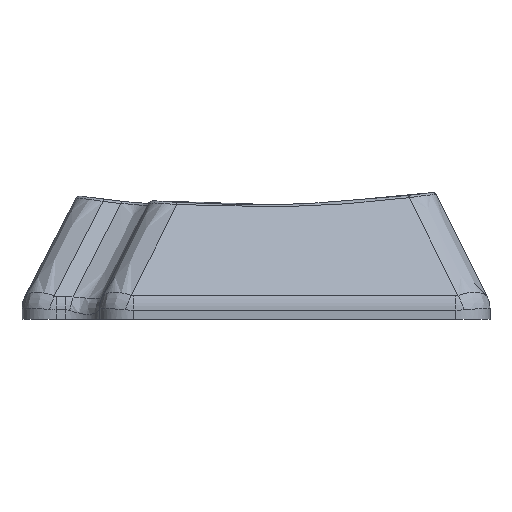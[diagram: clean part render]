
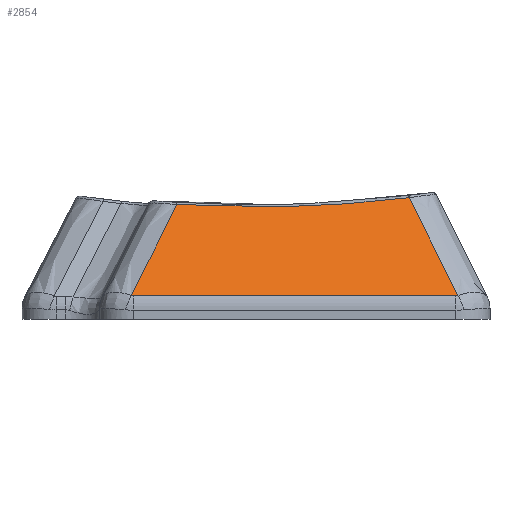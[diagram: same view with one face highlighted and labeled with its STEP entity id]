
A CAD part, front view. The second image highlights one B-rep face of the part: STEP entity #2854.
In plain terms, the highlighted planar face has unit normal (0, -0.83, 0.558).
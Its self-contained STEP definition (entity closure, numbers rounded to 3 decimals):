
#15=PLANE('',#3028);
#224=ELLIPSE('',#3020,0.896,0.5);
#226=ELLIPSE('',#3025,0.896,0.5);
#267=LINE('',#5123,#404);
#404=VECTOR('',#3252,10.);
#554=FACE_OUTER_BOUND('',#699,.T.);
#699=EDGE_LOOP('',(#2106,#2107,#2108,#2109,#2110,#2111));
#942=B_SPLINE_CURVE_WITH_KNOTS('',3,(#5324,#5325,#5326,#5327),
 .UNSPECIFIED.,.F.,.F.,(4,4),(-0.756,-0.06),
 .UNSPECIFIED.);
#944=B_SPLINE_CURVE_WITH_KNOTS('',3,(#5336,#5337,#5338,#5339),
 .UNSPECIFIED.,.F.,.F.,(4,4),(0.072,0.821),
 .UNSPECIFIED.);
#945=B_SPLINE_CURVE_WITH_KNOTS('',3,(#5340,#5341,#5342,#5343),
 .UNSPECIFIED.,.F.,.F.,(4,4),(-1.368,0.),
 .UNSPECIFIED.);
#1217=VERTEX_POINT('',#5082);
#1219=VERTEX_POINT('',#5113);
#1221=VERTEX_POINT('',#5119);
#1223=VERTEX_POINT('',#5140);
#1231=VERTEX_POINT('',#5323);
#1232=VERTEX_POINT('',#5335);
#1574=EDGE_CURVE('',#1217,#1219,#224,.T.);
#1577=EDGE_CURVE('',#1219,#1221,#267,.T.);
#1580=EDGE_CURVE('',#1221,#1223,#226,.T.);
#1595=EDGE_CURVE('',#1223,#1231,#942,.T.);
#1597=EDGE_CURVE('',#1232,#1217,#944,.T.);
#1598=EDGE_CURVE('',#1231,#1232,#945,.T.);
#2106=ORIENTED_EDGE('',*,*,#1580,.F.);
#2107=ORIENTED_EDGE('',*,*,#1577,.F.);
#2108=ORIENTED_EDGE('',*,*,#1574,.F.);
#2109=ORIENTED_EDGE('',*,*,#1597,.F.);
#2110=ORIENTED_EDGE('',*,*,#1598,.F.);
#2111=ORIENTED_EDGE('',*,*,#1595,.F.);
#2854=ADVANCED_FACE('',(#554),#15,.F.);
#3020=AXIS2_PLACEMENT_3D('',#5117,#3245,#3246);
#3025=AXIS2_PLACEMENT_3D('',#5144,#3257,#3258);
#3028=AXIS2_PLACEMENT_3D('',#5334,#3263,#3264);
#3245=DIRECTION('center_axis',(0.,0.83,-0.558));
#3246=DIRECTION('ref_axis',(0.,-0.558,-0.83));
#3252=DIRECTION('',(-1.,0.,0.));
#3257=DIRECTION('center_axis',(0.,0.83,-0.558));
#3258=DIRECTION('ref_axis',(0.,-0.558,-0.83));
#3263=DIRECTION('center_axis',(0.,0.83,-0.558));
#3264=DIRECTION('ref_axis',(-1.,0.,0.));
#5082=CARTESIAN_POINT('',(9.583,-18.335,0.402));
#5113=CARTESIAN_POINT('',(9.462,-18.35,0.38));
#5117=CARTESIAN_POINT('Origin',(9.462,-17.85,1.123));
#5119=CARTESIAN_POINT('',(-9.462,-18.35,0.38));
#5123=CARTESIAN_POINT('',(1.611,-18.35,0.38));
#5140=CARTESIAN_POINT('',(-9.583,-18.335,0.402));
#5144=CARTESIAN_POINT('Origin',(-9.462,-17.85,1.123));
#5323=CARTESIAN_POINT('',(-6.924,-14.744,5.74));
#5324=CARTESIAN_POINT('Ctrl Pts',(-9.583,-18.335,0.402));
#5325=CARTESIAN_POINT('Ctrl Pts',(-8.697,-17.138,2.181));
#5326=CARTESIAN_POINT('Ctrl Pts',(-7.811,-15.941,3.96));
#5327=CARTESIAN_POINT('Ctrl Pts',(-6.924,-14.744,5.74));
#5334=CARTESIAN_POINT('Origin',(-8.239,-14.239,6.49));
#5335=CARTESIAN_POINT('',(6.721,-14.469,6.148));
#5336=CARTESIAN_POINT('Ctrl Pts',(6.721,-14.469,6.148));
#5337=CARTESIAN_POINT('Ctrl Pts',(7.675,-15.758,4.232));
#5338=CARTESIAN_POINT('Ctrl Pts',(8.63,-17.046,2.317));
#5339=CARTESIAN_POINT('Ctrl Pts',(9.583,-18.335,0.402));
#5340=CARTESIAN_POINT('Ctrl Pts',(-6.924,-14.744,5.74));
#5341=CARTESIAN_POINT('Ctrl Pts',(-2.377,-14.939,5.449));
#5342=CARTESIAN_POINT('Ctrl Pts',(2.21,-14.847,5.587));
#5343=CARTESIAN_POINT('Ctrl Pts',(6.721,-14.469,6.148));
